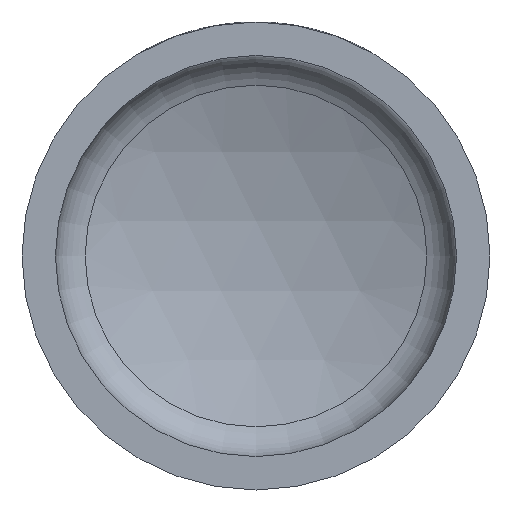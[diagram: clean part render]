
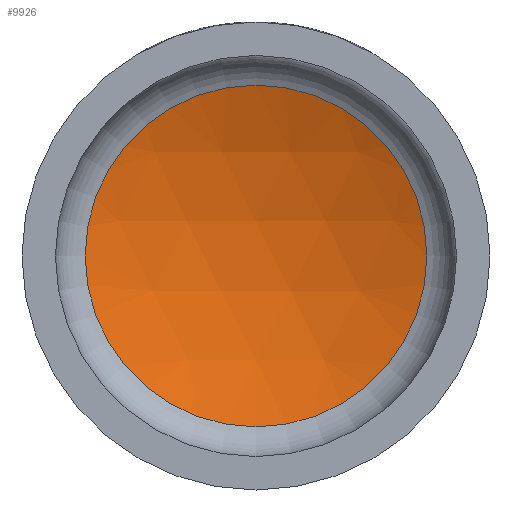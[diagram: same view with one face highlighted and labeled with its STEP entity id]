
A CAD part, front view. The second image highlights one B-rep face of the part: STEP entity #9926.
In plain terms, the highlighted spherical face has radius 28 mm.
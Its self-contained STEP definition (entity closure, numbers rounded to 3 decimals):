
#1391 = DIRECTION ( 'NONE',  ( 1., 0., 0. ) ) ;
#1477 = AXIS2_PLACEMENT_3D ( 'NONE', #6387, #2599, #1391 ) ;
#1623 = EDGE_LOOP ( 'NONE', ( #8875 ) ) ;
#1821 = DIRECTION ( 'NONE',  ( 0., 0., -1. ) ) ;
#2452 = SPHERICAL_SURFACE ( 'NONE', #1477, 28. ) ;
#2599 = DIRECTION ( 'NONE',  ( 0., 0., 1. ) ) ;
#3381 = CIRCLE ( 'NONE', #16184, 10.222 ) ;
#4216 = CARTESIAN_POINT ( 'NONE',  ( 0., 10.607, -10.222 ) ) ;
#4236 = CARTESIAN_POINT ( 'NONE',  ( 0., 10.607, 0. ) ) ;
#4337 = EDGE_CURVE ( 'NONE', #15168, #15168, #3381, .T. ) ;
#6387 = CARTESIAN_POINT ( 'NONE',  ( 0., -15.461, 0. ) ) ;
#7535 = FACE_OUTER_BOUND ( 'NONE', #1623, .T. ) ;
#8875 = ORIENTED_EDGE ( 'NONE', *, *, #4337, .T. ) ;
#9926 = ADVANCED_FACE ( 'NONE', ( #7535 ), #2452, .F. ) ;
#10511 = DIRECTION ( 'NONE',  ( 0., -1., 0. ) ) ;
#15168 = VERTEX_POINT ( 'NONE', #4216 ) ;
#16184 = AXIS2_PLACEMENT_3D ( 'NONE', #4236, #10511, #1821 ) ;
